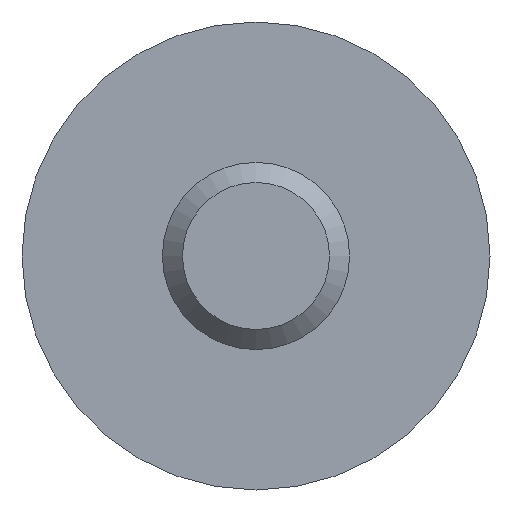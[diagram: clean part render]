
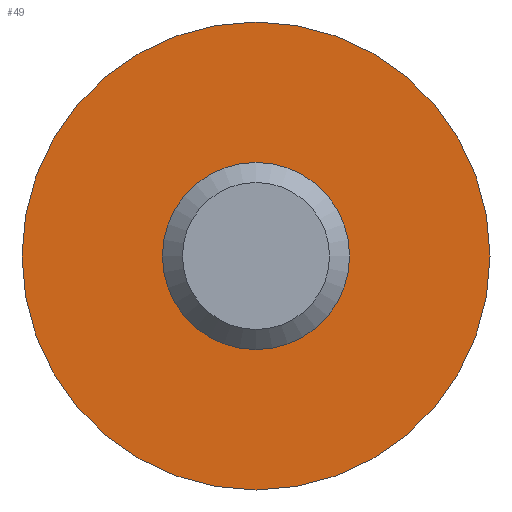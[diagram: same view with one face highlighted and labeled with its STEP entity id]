
A CAD part, front view. The second image highlights one B-rep face of the part: STEP entity #49.
In plain terms, the highlighted planar face has unit normal (0, -1, 0).
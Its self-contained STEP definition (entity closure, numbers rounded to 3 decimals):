
#49 = ADVANCED_FACE( '', ( #101, #102 ), #103, .F. );
#101 = FACE_BOUND( '', #150, .T. );
#102 = FACE_OUTER_BOUND( '', #151, .T. );
#103 = PLANE( '', #152 );
#150 = EDGE_LOOP( '', ( #207 ) );
#151 = EDGE_LOOP( '', ( #208 ) );
#152 = AXIS2_PLACEMENT_3D( '', #209, #210, #211 );
#207 = ORIENTED_EDGE( '', *, *, #236, .F. );
#208 = ORIENTED_EDGE( '', *, *, #230, .T. );
#209 = CARTESIAN_POINT( '', ( 5., -5., 0. ) );
#210 = DIRECTION( '', ( 0., 1., 0. ) );
#211 = DIRECTION( '', ( 0., 0., 1. ) );
#230 = EDGE_CURVE( '', #251, #251, #252, .T. );
#236 = EDGE_CURVE( '', #261, #261, #262, .T. );
#251 = VERTEX_POINT( '', #282 );
#252 = CIRCLE( '', #283, 5. );
#261 = VERTEX_POINT( '', #292 );
#262 = CIRCLE( '', #293, 2. );
#282 = CARTESIAN_POINT( '', ( 0., -5., -5. ) );
#283 = AXIS2_PLACEMENT_3D( '', #312, #313, #314 );
#292 = CARTESIAN_POINT( '', ( 0., -5., -2. ) );
#293 = AXIS2_PLACEMENT_3D( '', #324, #325, #326 );
#312 = CARTESIAN_POINT( '', ( 0., -5., 0. ) );
#313 = DIRECTION( '', ( 0., -1., 0. ) );
#314 = DIRECTION( '', ( 0., 0., -1. ) );
#324 = CARTESIAN_POINT( '', ( 0., -5., 0. ) );
#325 = DIRECTION( '', ( 0., -1., 0. ) );
#326 = DIRECTION( '', ( 0., 0., -1. ) );
